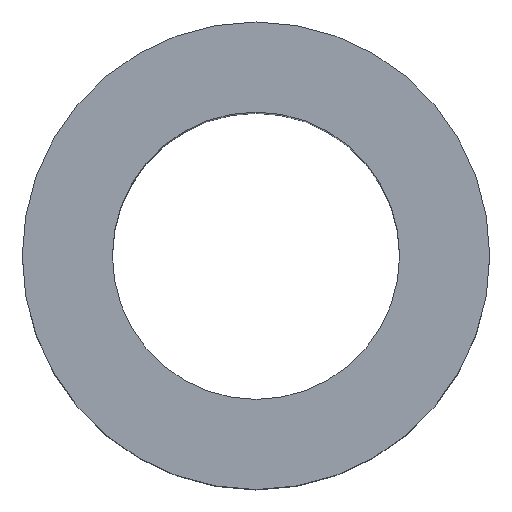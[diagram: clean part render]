
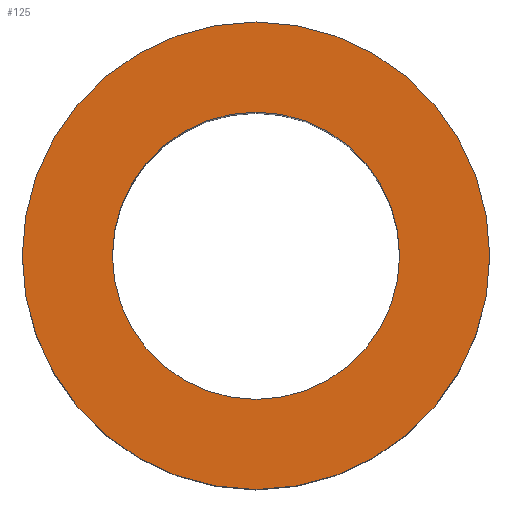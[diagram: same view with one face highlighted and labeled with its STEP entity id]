
A CAD part, top view. The second image highlights one B-rep face of the part: STEP entity #125.
In plain terms, the highlighted planar face has unit normal (0, 0, 1).
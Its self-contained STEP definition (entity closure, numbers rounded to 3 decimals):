
#4 = AXIS2_PLACEMENT_3D ( 'NONE', #294, #247, #16 ) ;
#16 = DIRECTION ( 'NONE',  ( 1., 0., 0. ) ) ;
#19 = FACE_BOUND ( 'NONE', #25, .T. ) ;
#25 = EDGE_LOOP ( 'NONE', ( #95, #188 ) ) ;
#44 = ORIENTED_EDGE ( 'NONE', *, *, #145, .T. ) ;
#53 = CIRCLE ( 'NONE', #271, 2.15 ) ;
#60 = CARTESIAN_POINT ( 'NONE',  ( -2.15, 0., 10. ) ) ;
#69 = CIRCLE ( 'NONE', #160, 3.5 ) ;
#73 = EDGE_CURVE ( 'NONE', #144, #256, #121, .T. ) ;
#78 = CARTESIAN_POINT ( 'NONE',  ( 0., 0., 10. ) ) ;
#82 = FACE_OUTER_BOUND ( 'NONE', #184, .T. ) ;
#95 = ORIENTED_EDGE ( 'NONE', *, *, #73, .F. ) ;
#99 = EDGE_CURVE ( 'NONE', #256, #144, #53, .T. ) ;
#101 = DIRECTION ( 'NONE',  ( 0., 0., 1. ) ) ;
#121 = CIRCLE ( 'NONE', #211, 2.15 ) ;
#125 = ADVANCED_FACE ( 'NONE', ( #82, #19 ), #240, .T. ) ;
#144 = VERTEX_POINT ( 'NONE', #60 ) ;
#145 = EDGE_CURVE ( 'NONE', #163, #258, #146, .T. ) ;
#146 = CIRCLE ( 'NONE', #147, 3.5 ) ;
#147 = AXIS2_PLACEMENT_3D ( 'NONE', #220, #202, #159 ) ;
#159 = DIRECTION ( 'NONE',  ( 1., 0., 0. ) ) ;
#160 = AXIS2_PLACEMENT_3D ( 'NONE', #293, #173, #287 ) ;
#163 = VERTEX_POINT ( 'NONE', #199 ) ;
#169 = DIRECTION ( 'NONE',  ( 1., 0., 0. ) ) ;
#173 = DIRECTION ( 'NONE',  ( 0., 0., 1. ) ) ;
#183 = CARTESIAN_POINT ( 'NONE',  ( 0., 0., 10. ) ) ;
#184 = EDGE_LOOP ( 'NONE', ( #44, #245 ) ) ;
#188 = ORIENTED_EDGE ( 'NONE', *, *, #99, .F. ) ;
#199 = CARTESIAN_POINT ( 'NONE',  ( -3.5, 0., 10. ) ) ;
#202 = DIRECTION ( 'NONE',  ( 0., 0., 1. ) ) ;
#211 = AXIS2_PLACEMENT_3D ( 'NONE', #78, #101, #169 ) ;
#220 = CARTESIAN_POINT ( 'NONE',  ( 0., 0., 10. ) ) ;
#240 = PLANE ( 'NONE',  #4 ) ;
#245 = ORIENTED_EDGE ( 'NONE', *, *, #249, .T. ) ;
#247 = DIRECTION ( 'NONE',  ( 0., 0., 1. ) ) ;
#249 = EDGE_CURVE ( 'NONE', #258, #163, #69, .T. ) ;
#253 = DIRECTION ( 'NONE',  ( 1., 0., 0. ) ) ;
#256 = VERTEX_POINT ( 'NONE', #269 ) ;
#258 = VERTEX_POINT ( 'NONE', #285 ) ;
#269 = CARTESIAN_POINT ( 'NONE',  ( 2.15, 0., 10. ) ) ;
#271 = AXIS2_PLACEMENT_3D ( 'NONE', #183, #274, #253 ) ;
#274 = DIRECTION ( 'NONE',  ( 0., 0., 1. ) ) ;
#285 = CARTESIAN_POINT ( 'NONE',  ( 3.5, 0., 10. ) ) ;
#287 = DIRECTION ( 'NONE',  ( 1., 0., 0. ) ) ;
#293 = CARTESIAN_POINT ( 'NONE',  ( 0., 0., 10. ) ) ;
#294 = CARTESIAN_POINT ( 'NONE',  ( 0., 0., 10. ) ) ;
